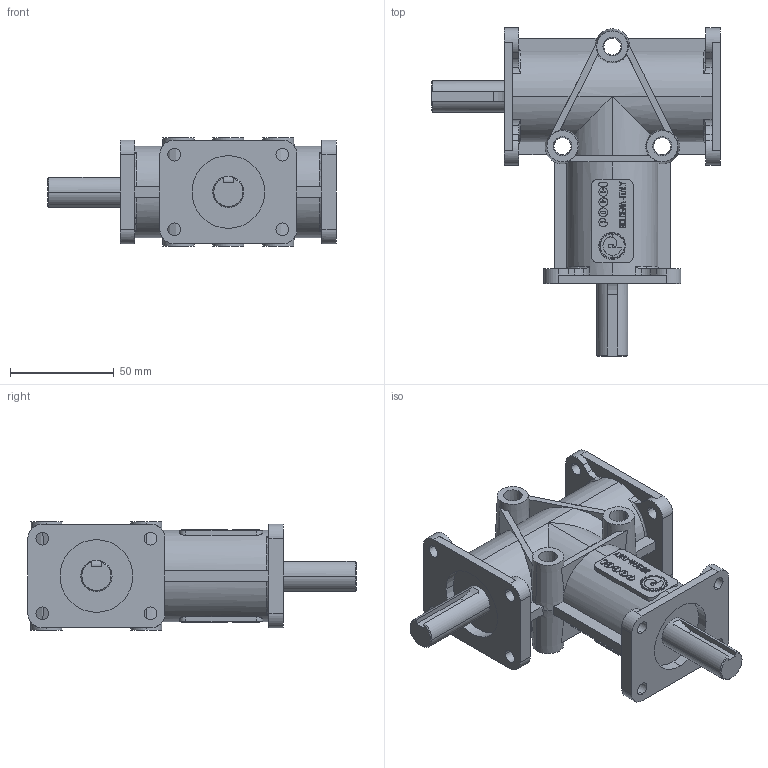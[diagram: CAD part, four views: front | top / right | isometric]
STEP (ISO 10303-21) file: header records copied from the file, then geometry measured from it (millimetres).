
FILE_DESCRIPTION(('STEP AP214'),'1');
FILE_NAME('184011122.stp','2017-01-12T13:02:00',('TraceParts'),('TraceParts S.A.'),'Spatial InterOp 3D',' ',' ');
FILE_SCHEMA(('automotive_design'));
Length unit declared in the file: millimetre
Products named in the file (1): 1
Bounding box: 139 x 158 x 52 mm (x, y, z)
Volume: 321482.4 mm3; surface area: 58735.7 mm2
Topology: 1 solids, 1 shells, 952 faces, 2657 edges, 1772 vertices
Faces by surface type: plane 430, extrusion 336, cylinder 140, cone 34, torus 12
Entity records: 56278 total; most frequent: CARTESIAN_POINT 25814, ORIENTED_EDGE 5314, DIRECTION 3554, EDGE_CURVE 2657, VERTEX_POINT 1772, VECTOR 1526, B_SPLINE_CURVE_WITH_KNOTS 1406, LINE 1190
